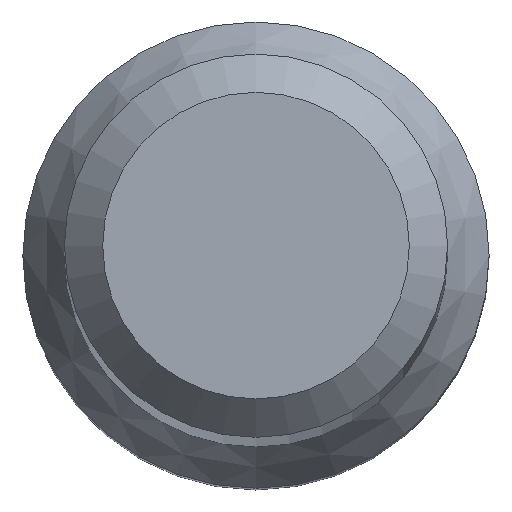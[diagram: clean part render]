
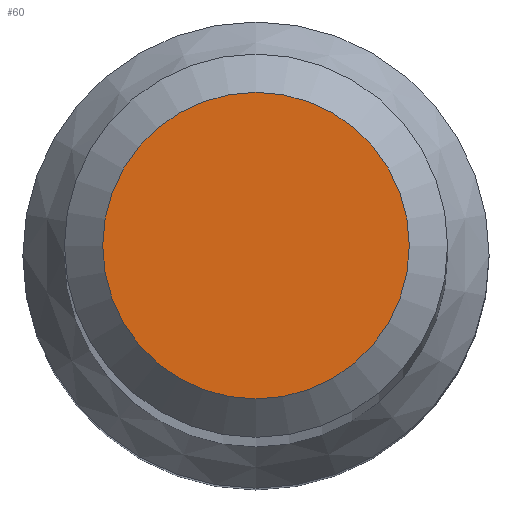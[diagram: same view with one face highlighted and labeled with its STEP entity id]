
A CAD part, top view. The second image highlights one B-rep face of the part: STEP entity #60.
In plain terms, the highlighted planar face has unit normal (0, 0, 1).
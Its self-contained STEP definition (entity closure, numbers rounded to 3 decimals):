
#11 = CARTESIAN_POINT ( 'NONE',  ( 0., 0., 101. ) ) ;
#57 = DIRECTION ( 'NONE',  ( 0., 1., 0. ) ) ;
#60 = ADVANCED_FACE ( 'NONE', ( #158 ), #157, .F. ) ;
#81 = CARTESIAN_POINT ( 'NONE',  ( 0., 0., 101. ) ) ;
#82 = EDGE_LOOP ( 'NONE', ( #222 ) ) ;
#98 = AXIS2_PLACEMENT_3D ( 'NONE', #81, #103, #57 ) ;
#103 = DIRECTION ( 'NONE',  ( 0., 0., -1. ) ) ;
#144 = VERTEX_POINT ( 'NONE', #162 ) ;
#145 = CIRCLE ( 'NONE', #220, 2.4 ) ;
#157 = PLANE ( 'NONE',  #98 ) ;
#158 = FACE_OUTER_BOUND ( 'NONE', #82, .T. ) ;
#161 = DIRECTION ( 'NONE',  ( 0., 1., 0. ) ) ;
#162 = CARTESIAN_POINT ( 'NONE',  ( 0., 2.4, 101. ) ) ;
#220 = AXIS2_PLACEMENT_3D ( 'NONE', #11, #236, #161 ) ;
#222 = ORIENTED_EDGE ( 'NONE', *, *, #226, .F. ) ;
#226 = EDGE_CURVE ( 'NONE', #144, #144, #145, .T. ) ;
#236 = DIRECTION ( 'NONE',  ( 0., 0., -1. ) ) ;
